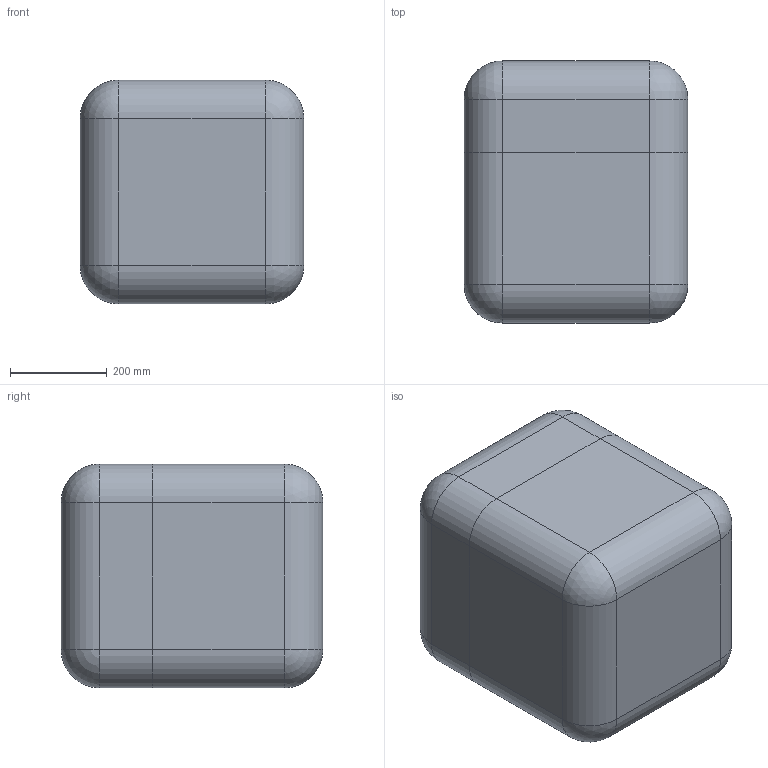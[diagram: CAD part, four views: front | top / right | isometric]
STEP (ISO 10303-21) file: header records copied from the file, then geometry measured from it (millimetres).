
FILE_DESCRIPTION (( 'STEP AP214' ), '1' );
FILE_NAME ('Òðàíñïîðòíûé êîíòåéíåð ÀÄÌÈÐÀË®ÏÐÎÔÅÑÑÈÎÍÀË 009_óïðîùåííàÿ 3D-ìîäåëü.STEP', '2025-09-16T12:26:03', ( '' ), ( '' ), 'SwSTEP 2.0', 'SolidWorks 2021', '' );
FILE_SCHEMA (( 'AUTOMOTIVE_DESIGN' ));
Length unit declared in the file: millimetre
Products named in the file (3): Lid 280; 扻豵鵨 8; Òðàíñïîðòíûé êîíòåéíåð ÀÄÌÈÐÀË®ÏÐÎÔÅÑÑÈÎÍÀË 009_óïðîùåííàÿ 3D-ìîäåëü
Assembly tree (2 placements, depth 2):
  Òðàíñïîðòíûé êîíòåéíåð ÀÄÌÈÐÀË®ÏÐÎÔÅÑÑÈÎÍÀË 009_óïðîùåííàÿ 3D-ìîäåëü
    扻豵鵨 8
    Lid 280
Bounding box: 463.86 x 542.61 x 463.86 mm (x, y, z)
Volume: 56432872.5 mm3; surface area: 2649959.6 mm2
Topology: 2 solids, 2 shells, 776 faces, 1872 edges, 1068 vertices
Faces by surface type: cylinder 310, plane 178, bspline 136, torus 92, cone 36, sphere 24
Entity records: 38002 total; most frequent: CARTESIAN_POINT 20779, ORIENTED_EDGE 3672, DIRECTION 3594, EDGE_CURVE 1836, AXIS2_PLACEMENT_3D 1405, VERTEX_POINT 1068, EDGE_LOOP 786, VECTOR 784
